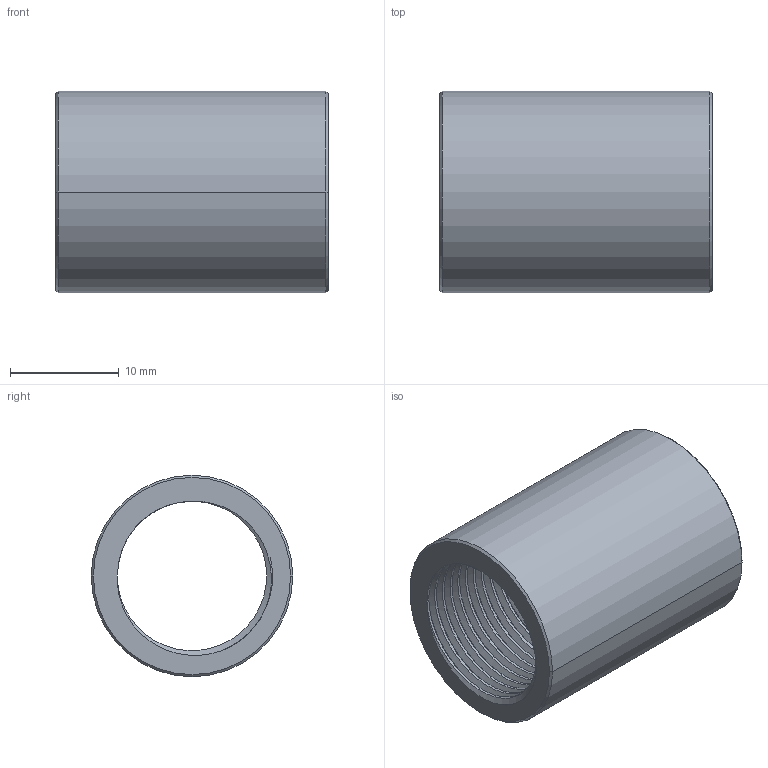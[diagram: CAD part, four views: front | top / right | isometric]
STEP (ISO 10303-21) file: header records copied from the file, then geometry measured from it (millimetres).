
FILE_DESCRIPTION (( 'STEP AP203' ), '1' );
FILE_NAME ('3D_R-201_1-4_17136720.STEP', '2024-08-20T07:56:58', ( '' ), ( '' ), 'SwSTEP 2.0', 'SolidWorks 2024', '' );
FILE_SCHEMA (( 'CONFIG_CONTROL_DESIGN' ));
Length unit declared in the file: millimetre
Products named in the file (1): 3D_R-201_1-4_17136720
Bounding box: 25 x 18.5 x 18.5 mm (x, y, z)
Volume: 2812.2 mm3; surface area: 3349.1 mm2
Topology: 1 solids, 1 shells, 58 faces, 162 edges, 106 vertices
Faces by surface type: cylinder 44, bspline 6, cone 4, plane 4
Entity records: 5555 total; most frequent: CARTESIAN_POINT 4279, ORIENTED_EDGE 324, DIRECTION 182, EDGE_CURVE 162, VERTEX_POINT 106, AXIS2_PLACEMENT_3D 63, EDGE_LOOP 60, FACE_OUTER_BOUND 58
